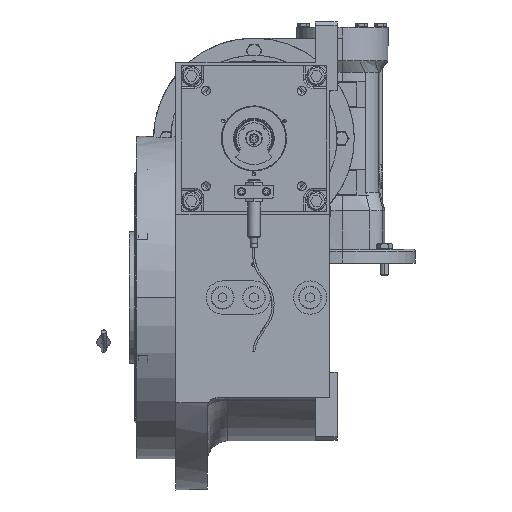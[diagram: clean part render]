
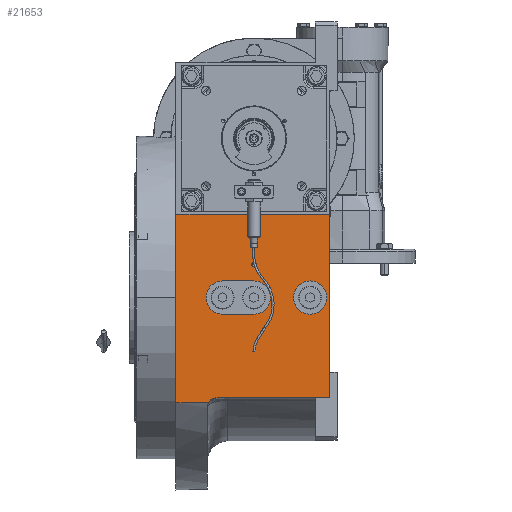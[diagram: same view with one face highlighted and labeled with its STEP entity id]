
A CAD part, left-side view. The second image highlights one B-rep face of the part: STEP entity #21653.
In plain terms, the highlighted planar face has unit normal (-1, 0, 0).
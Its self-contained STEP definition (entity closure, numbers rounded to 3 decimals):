
#382 = DIRECTION ( 'NONE',  ( -1., 0., 0. ) ) ;
#947 = DIRECTION ( 'NONE',  ( 0., 1., 0. ) ) ;
#1749 = DIRECTION ( 'NONE',  ( 0., 0., 1. ) ) ;
#1803 = CARTESIAN_POINT ( 'NONE',  ( -155., -73., -96. ) ) ;
#3920 = CARTESIAN_POINT ( 'NONE',  ( -155., -2.1, 60. ) ) ;
#3996 = EDGE_LOOP ( 'NONE', ( #71868, #69825, #89210, #66781 ) ) ;
#4560 = CARTESIAN_POINT ( 'NONE',  ( -155., 0., 32. ) ) ;
#5777 = FACE_BOUND ( 'NONE', #9208, .T. ) ;
#5908 = VERTEX_POINT ( 'NONE', #88565 ) ;
#6475 = ORIENTED_EDGE ( 'NONE', *, *, #72875, .T. ) ;
#8470 = VERTEX_POINT ( 'NONE', #34539 ) ;
#9208 = EDGE_LOOP ( 'NONE', ( #106811, #13125 ) ) ;
#9434 = EDGE_CURVE ( 'NONE', #61635, #8470, #37441, .T. ) ;
#9493 = EDGE_CURVE ( 'NONE', #8470, #61635, #75158, .T. ) ;
#10172 = CARTESIAN_POINT ( 'NONE',  ( -155., 0., -16. ) ) ;
#10582 = CARTESIAN_POINT ( 'NONE',  ( -155., 75., -100.995 ) ) ;
#11035 = DIRECTION ( 'NONE',  ( -1., 0., 0. ) ) ;
#11237 = VERTEX_POINT ( 'NONE', #85858 ) ;
#11961 = LINE ( 'NONE', #47926, #18623 ) ;
#13041 = LINE ( 'NONE', #66118, #35264 ) ;
#13125 = ORIENTED_EDGE ( 'NONE', *, *, #9493, .F. ) ;
#14607 = VERTEX_POINT ( 'NONE', #40230 ) ;
#15002 = EDGE_CURVE ( 'NONE', #62011, #19207, #17496, .T. ) ;
#16886 = VERTEX_POINT ( 'NONE', #96829 ) ;
#17496 = LINE ( 'NONE', #63488, #33565 ) ;
#18616 = LINE ( 'NONE', #26270, #29080 ) ;
#18623 = VECTOR ( 'NONE', #57945, 1000. ) ;
#18852 = ORIENTED_EDGE ( 'NONE', *, *, #86696, .T. ) ;
#19207 = VERTEX_POINT ( 'NONE', #31541 ) ;
#21653 = ADVANCED_FACE ( 'NONE', ( #50016, #5777, #77677, #95919, #113035 ), #23465, .T. ) ;
#23132 = VERTEX_POINT ( 'NONE', #3920 ) ;
#23465 = PLANE ( 'NONE',  #32929 ) ;
#23933 = CIRCLE ( 'NONE', #37124, 2.1 ) ;
#24805 = DIRECTION ( 'NONE',  ( -1., 0., 0. ) ) ;
#25793 = DIRECTION ( 'NONE',  ( 1., 0., 0. ) ) ;
#26270 = CARTESIAN_POINT ( 'NONE',  ( -155., 0., 16. ) ) ;
#28920 = ORIENTED_EDGE ( 'NONE', *, *, #92402, .T. ) ;
#29080 = VECTOR ( 'NONE', #98150, 1000. ) ;
#30165 = DIRECTION ( 'NONE',  ( 1., 0., 0. ) ) ;
#31541 = CARTESIAN_POINT ( 'NONE',  ( -155., 75., 80. ) ) ;
#31692 = DIRECTION ( 'NONE',  ( 0., 1., 0. ) ) ;
#32310 = CARTESIAN_POINT ( 'NONE',  ( -155., -73., -100.995 ) ) ;
#32929 = AXIS2_PLACEMENT_3D ( 'NONE', #32310, #104163, #87099 ) ;
#33565 = VECTOR ( 'NONE', #89360, 1000. ) ;
#34539 = CARTESIAN_POINT ( 'NONE',  ( -155., -38., 0. ) ) ;
#35264 = VECTOR ( 'NONE', #102021, 1000. ) ;
#37124 = AXIS2_PLACEMENT_3D ( 'NONE', #38077, #65208, #39828 ) ;
#37441 = CIRCLE ( 'NONE', #101466, 16. ) ;
#37843 = CARTESIAN_POINT ( 'NONE',  ( -155., 0., 60. ) ) ;
#38077 = CARTESIAN_POINT ( 'NONE',  ( -155., 0., 32. ) ) ;
#39828 = DIRECTION ( 'NONE',  ( 0., -1., 0. ) ) ;
#40230 = CARTESIAN_POINT ( 'NONE',  ( -155., 30., -16. ) ) ;
#41242 = AXIS2_PLACEMENT_3D ( 'NONE', #81673, #382, #947 ) ;
#41501 = EDGE_CURVE ( 'NONE', #107562, #5908, #13041, .T. ) ;
#42371 = CARTESIAN_POINT ( 'NONE',  ( -155., 35., -96. ) ) ;
#43074 = CARTESIAN_POINT ( 'NONE',  ( -155., 0., 0. ) ) ;
#43993 = CARTESIAN_POINT ( 'NONE',  ( -155., -54., 0. ) ) ;
#44010 = VERTEX_POINT ( 'NONE', #10172 ) ;
#44129 = EDGE_LOOP ( 'NONE', ( #96683, #59048 ) ) ;
#44788 = CARTESIAN_POINT ( 'NONE',  ( -155., 30., -16. ) ) ;
#45740 = ORIENTED_EDGE ( 'NONE', *, *, #108652, .F. ) ;
#46100 = DIRECTION ( 'NONE',  ( 0., 0.866, 0.5 ) ) ;
#47926 = CARTESIAN_POINT ( 'NONE',  ( -155., -73., -96. ) ) ;
#48413 = CARTESIAN_POINT ( 'NONE',  ( -155., 35., -106. ) ) ;
#49832 = LINE ( 'NONE', #85757, #111770 ) ;
#50016 = FACE_BOUND ( 'NONE', #3996, .T. ) ;
#51199 = AXIS2_PLACEMENT_3D ( 'NONE', #48413, #83739, #46100 ) ;
#52355 = DIRECTION ( 'NONE',  ( 0., 1., 0. ) ) ;
#53528 = DIRECTION ( 'NONE',  ( 0., 0., 1. ) ) ;
#53812 = EDGE_CURVE ( 'NONE', #107039, #16886, #23933, .T. ) ;
#54366 = EDGE_LOOP ( 'NONE', ( #91673, #6475 ) ) ;
#57079 = DIRECTION ( 'NONE',  ( 1., 0., 0. ) ) ;
#57727 = AXIS2_PLACEMENT_3D ( 'NONE', #90024, #11035, #53528 ) ;
#57945 = DIRECTION ( 'NONE',  ( 0., 1., 0. ) ) ;
#59048 = ORIENTED_EDGE ( 'NONE', *, *, #53812, .T. ) ;
#59961 = VERTEX_POINT ( 'NONE', #68061 ) ;
#61635 = VERTEX_POINT ( 'NONE', #97408 ) ;
#62011 = VERTEX_POINT ( 'NONE', #100054 ) ;
#63488 = CARTESIAN_POINT ( 'NONE',  ( -155., -73., 80. ) ) ;
#63690 = CIRCLE ( 'NONE', #69309, 2.1 ) ;
#64454 = VECTOR ( 'NONE', #72475, 1000. ) ;
#65208 = DIRECTION ( 'NONE',  ( 1., 0., 0. ) ) ;
#65764 = AXIS2_PLACEMENT_3D ( 'NONE', #78838, #25793, #52355 ) ;
#66118 = CARTESIAN_POINT ( 'NONE',  ( -155., 43.657, -100.995 ) ) ;
#66494 = ORIENTED_EDGE ( 'NONE', *, *, #41501, .F. ) ;
#66781 = ORIENTED_EDGE ( 'NONE', *, *, #76685, .F. ) ;
#68061 = CARTESIAN_POINT ( 'NONE',  ( -155., 0., 16. ) ) ;
#69044 = DIRECTION ( 'NONE',  ( 0., 0., -1. ) ) ;
#69309 = AXIS2_PLACEMENT_3D ( 'NONE', #37843, #30165, #94388 ) ;
#69417 = AXIS2_PLACEMENT_3D ( 'NONE', #4560, #57079, #31692 ) ;
#69825 = ORIENTED_EDGE ( 'NONE', *, *, #71988, .F. ) ;
#71124 = VECTOR ( 'NONE', #1749, 1000. ) ;
#71131 = DIRECTION ( 'NONE',  ( -1., 0., 0. ) ) ;
#71868 = ORIENTED_EDGE ( 'NONE', *, *, #73961, .F. ) ;
#71988 = EDGE_CURVE ( 'NONE', #44010, #59961, #78509, .T. ) ;
#72475 = DIRECTION ( 'NONE',  ( 0., -1., 0. ) ) ;
#72875 = EDGE_CURVE ( 'NONE', #23132, #103236, #63690, .T. ) ;
#73961 = EDGE_CURVE ( 'NONE', #59961, #11237, #18616, .T. ) ;
#75158 = CIRCLE ( 'NONE', #41242, 16. ) ;
#75525 = CARTESIAN_POINT ( 'NONE',  ( -155., -2.1, 32. ) ) ;
#76685 = EDGE_CURVE ( 'NONE', #11237, #14607, #91584, .T. ) ;
#76928 = DIRECTION ( 'NONE',  ( 0., 0., 1. ) ) ;
#77677 = FACE_BOUND ( 'NONE', #44129, .T. ) ;
#78460 = VERTEX_POINT ( 'NONE', #1803 ) ;
#78509 = CIRCLE ( 'NONE', #102910, 16. ) ;
#78838 = CARTESIAN_POINT ( 'NONE',  ( -155., 0., 60. ) ) ;
#79844 = EDGE_CURVE ( 'NONE', #16886, #107039, #80620, .T. ) ;
#80620 = CIRCLE ( 'NONE', #69417, 2.1 ) ;
#81085 = DIRECTION ( 'NONE',  ( 0., -1., 0. ) ) ;
#81673 = CARTESIAN_POINT ( 'NONE',  ( -155., -54., 0. ) ) ;
#81963 = EDGE_LOOP ( 'NONE', ( #18852, #111953, #45740, #66494, #28920, #92348 ) ) ;
#83739 = DIRECTION ( 'NONE',  ( 1., 0., 0. ) ) ;
#85757 = CARTESIAN_POINT ( 'NONE',  ( -155., -73., -96. ) ) ;
#85858 = CARTESIAN_POINT ( 'NONE',  ( -155., 30., 16. ) ) ;
#86696 = EDGE_CURVE ( 'NONE', #78460, #62011, #49832, .T. ) ;
#87099 = DIRECTION ( 'NONE',  ( 0., 0., 1. ) ) ;
#88492 = EDGE_CURVE ( 'NONE', #103236, #23132, #90210, .T. ) ;
#88565 = CARTESIAN_POINT ( 'NONE',  ( -155., 75., -100.995 ) ) ;
#89174 = CARTESIAN_POINT ( 'NONE',  ( -155., 2.1, 60. ) ) ;
#89210 = ORIENTED_EDGE ( 'NONE', *, *, #101167, .F. ) ;
#89360 = DIRECTION ( 'NONE',  ( 0., 1., 0. ) ) ;
#90024 = CARTESIAN_POINT ( 'NONE',  ( -155., 30., 0. ) ) ;
#90210 = CIRCLE ( 'NONE', #65764, 2.1 ) ;
#90709 = LINE ( 'NONE', #44788, #64454 ) ;
#91584 = CIRCLE ( 'NONE', #57727, 16. ) ;
#91673 = ORIENTED_EDGE ( 'NONE', *, *, #88492, .T. ) ;
#92348 = ORIENTED_EDGE ( 'NONE', *, *, #109949, .F. ) ;
#92402 = EDGE_CURVE ( 'NONE', #107562, #113979, #113234, .T. ) ;
#94388 = DIRECTION ( 'NONE',  ( 0., -1., 0. ) ) ;
#95919 = FACE_BOUND ( 'NONE', #54366, .T. ) ;
#96683 = ORIENTED_EDGE ( 'NONE', *, *, #79844, .T. ) ;
#96829 = CARTESIAN_POINT ( 'NONE',  ( -155., 2.1, 32. ) ) ;
#97408 = CARTESIAN_POINT ( 'NONE',  ( -155., -70., 0. ) ) ;
#98150 = DIRECTION ( 'NONE',  ( 0., 1., 0. ) ) ;
#98255 = CARTESIAN_POINT ( 'NONE',  ( -155., 43.657, -100.995 ) ) ;
#100054 = CARTESIAN_POINT ( 'NONE',  ( -155., -73., 80. ) ) ;
#101167 = EDGE_CURVE ( 'NONE', #14607, #44010, #90709, .T. ) ;
#101466 = AXIS2_PLACEMENT_3D ( 'NONE', #43993, #71131, #81085 ) ;
#102021 = DIRECTION ( 'NONE',  ( 0., 1., 0. ) ) ;
#102910 = AXIS2_PLACEMENT_3D ( 'NONE', #43074, #24805, #69044 ) ;
#103236 = VERTEX_POINT ( 'NONE', #89174 ) ;
#104163 = DIRECTION ( 'NONE',  ( -1., 0., 0. ) ) ;
#106811 = ORIENTED_EDGE ( 'NONE', *, *, #9434, .F. ) ;
#107039 = VERTEX_POINT ( 'NONE', #75525 ) ;
#107562 = VERTEX_POINT ( 'NONE', #98255 ) ;
#108652 = EDGE_CURVE ( 'NONE', #5908, #19207, #108991, .T. ) ;
#108991 = LINE ( 'NONE', #10582, #71124 ) ;
#109949 = EDGE_CURVE ( 'NONE', #78460, #113979, #11961, .T. ) ;
#111770 = VECTOR ( 'NONE', #76928, 1000. ) ;
#111953 = ORIENTED_EDGE ( 'NONE', *, *, #15002, .T. ) ;
#113035 = FACE_OUTER_BOUND ( 'NONE', #81963, .T. ) ;
#113234 = CIRCLE ( 'NONE', #51199, 10. ) ;
#113979 = VERTEX_POINT ( 'NONE', #42371 ) ;
